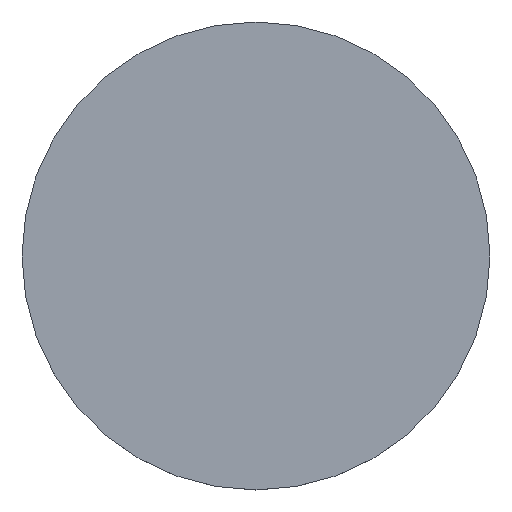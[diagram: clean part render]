
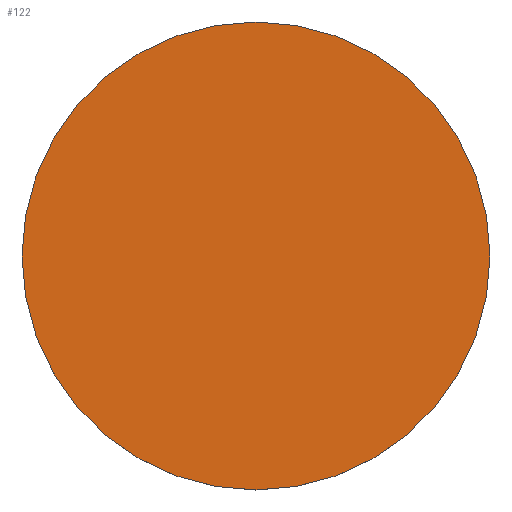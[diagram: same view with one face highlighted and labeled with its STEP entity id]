
A CAD part, top view. The second image highlights one B-rep face of the part: STEP entity #122.
In plain terms, the highlighted planar face has unit normal (0, 0, 1).
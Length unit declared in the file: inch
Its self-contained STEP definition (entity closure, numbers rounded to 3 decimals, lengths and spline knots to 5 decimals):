
#5 = VERTEX_POINT ( 'NONE', #158 ) ;
#8 = EDGE_LOOP ( 'NONE', ( #86, #170 ) ) ;
#19 = DIRECTION ( 'NONE',  ( 1., 0., 0. ) ) ;
#20 = DIRECTION ( 'NONE',  ( 0., 0., 1. ) ) ;
#26 = CIRCLE ( 'NONE', #80, 1.9685 ) ;
#31 = PLANE ( 'NONE',  #37 ) ;
#37 = AXIS2_PLACEMENT_3D ( 'NONE', #90, #20, #19 ) ;
#45 = DIRECTION ( 'NONE',  ( 0., 0., 1. ) ) ;
#60 = DIRECTION ( 'NONE',  ( 0., 0., 1. ) ) ;
#75 = DIRECTION ( 'NONE',  ( 1., 0., 0. ) ) ;
#80 = AXIS2_PLACEMENT_3D ( 'NONE', #135, #60, #75 ) ;
#86 = ORIENTED_EDGE ( 'NONE', *, *, #140, .T. ) ;
#90 = CARTESIAN_POINT ( 'NONE',  ( 0., 0., 0.11811 ) ) ;
#94 = VERTEX_POINT ( 'NONE', #107 ) ;
#100 = FACE_OUTER_BOUND ( 'NONE', #8, .T. ) ;
#107 = CARTESIAN_POINT ( 'NONE',  ( 1.9685, 0., 0.11811 ) ) ;
#117 = DIRECTION ( 'NONE',  ( 1., 0., 0. ) ) ;
#122 = ADVANCED_FACE ( 'NONE', ( #100 ), #31, .T. ) ;
#126 = EDGE_CURVE ( 'NONE', #94, #5, #26, .T. ) ;
#135 = CARTESIAN_POINT ( 'NONE',  ( 0., 0., 0.11811 ) ) ;
#139 = AXIS2_PLACEMENT_3D ( 'NONE', #159, #45, #117 ) ;
#140 = EDGE_CURVE ( 'NONE', #5, #94, #157, .T. ) ;
#157 = CIRCLE ( 'NONE', #139, 1.9685 ) ;
#158 = CARTESIAN_POINT ( 'NONE',  ( -1.9685, 0., 0.11811 ) ) ;
#159 = CARTESIAN_POINT ( 'NONE',  ( 0., 0., 0.11811 ) ) ;
#170 = ORIENTED_EDGE ( 'NONE', *, *, #126, .T. ) ;
